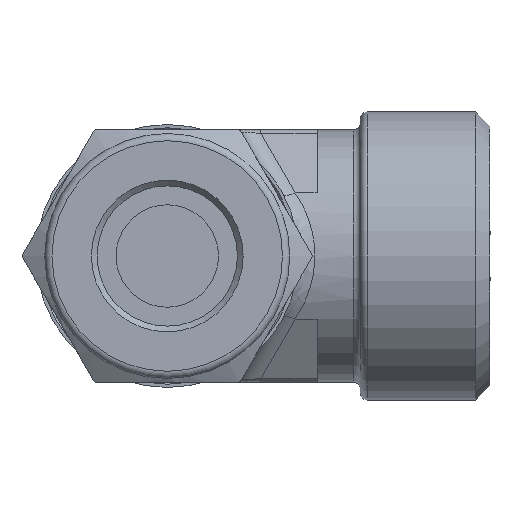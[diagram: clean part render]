
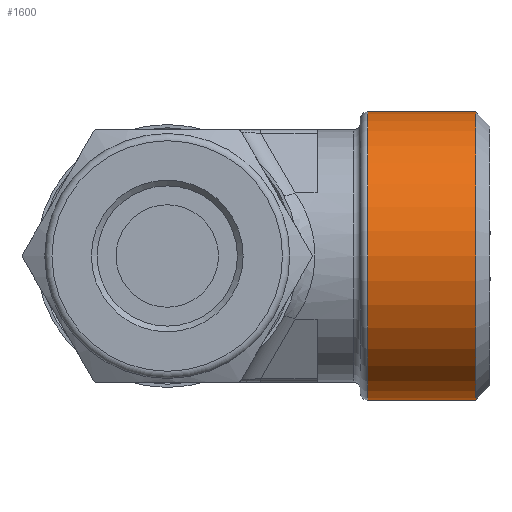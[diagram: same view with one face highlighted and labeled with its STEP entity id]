
A CAD part, left-side view. The second image highlights one B-rep face of the part: STEP entity #1600.
In plain terms, the highlighted cylindrical face has radius 10 mm (diameter 20 mm), a full revolution.
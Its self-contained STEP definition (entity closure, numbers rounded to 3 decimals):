
#63=CYLINDRICAL_SURFACE('',#1817,10.);
#180=CIRCLE('',#1816,10.);
#181=CIRCLE('',#1818,10.);
#182=CIRCLE('',#1819,10.);
#279=FACE_OUTER_BOUND('',#392,.T.);
#392=EDGE_LOOP('',(#1395,#1396,#1397,#1398,#1399));
#509=LINE('',#2906,#618);
#618=VECTOR('',#2313,10.);
#772=VERTEX_POINT('',#2898);
#773=VERTEX_POINT('',#2902);
#774=VERTEX_POINT('',#2903);
#986=EDGE_CURVE('',#772,#772,#180,.T.);
#988=EDGE_CURVE('',#773,#774,#181,.T.);
#989=EDGE_CURVE('',#774,#773,#182,.T.);
#990=EDGE_CURVE('',#774,#772,#509,.T.);
#1395=ORIENTED_EDGE('',*,*,#988,.F.);
#1396=ORIENTED_EDGE('',*,*,#989,.F.);
#1397=ORIENTED_EDGE('',*,*,#990,.T.);
#1398=ORIENTED_EDGE('',*,*,#986,.T.);
#1399=ORIENTED_EDGE('',*,*,#990,.F.);
#1600=ADVANCED_FACE('',(#279),#63,.T.);
#1816=AXIS2_PLACEMENT_3D('',#2899,#2304,#2305);
#1817=AXIS2_PLACEMENT_3D('',#2901,#2307,#2308);
#1818=AXIS2_PLACEMENT_3D('',#2904,#2309,#2310);
#1819=AXIS2_PLACEMENT_3D('',#2905,#2311,#2312);
#2304=DIRECTION('center_axis',(0.,1.,0.));
#2305=DIRECTION('ref_axis',(1.,0.,0.));
#2307=DIRECTION('center_axis',(0.,1.,0.));
#2308=DIRECTION('ref_axis',(-1.,0.,0.));
#2309=DIRECTION('center_axis',(0.,1.,0.));
#2310=DIRECTION('ref_axis',(1.,0.,0.));
#2311=DIRECTION('center_axis',(0.,1.,0.));
#2312=DIRECTION('ref_axis',(1.,0.,0.));
#2313=DIRECTION('',(0.,-1.,0.));
#2898=CARTESIAN_POINT('',(10.,-21.4,0.));
#2899=CARTESIAN_POINT('Origin',(0.,-21.4,
0.));
#2901=CARTESIAN_POINT('Origin',(0.,-17.65,
0.));
#2902=CARTESIAN_POINT('',(0.,-13.9,-10.));
#2903=CARTESIAN_POINT('',(10.,-13.9,0.));
#2904=CARTESIAN_POINT('Origin',(0.,-13.9,
0.));
#2905=CARTESIAN_POINT('Origin',(0.,-13.9,
0.));
#2906=CARTESIAN_POINT('',(10.,-17.65,0.));
